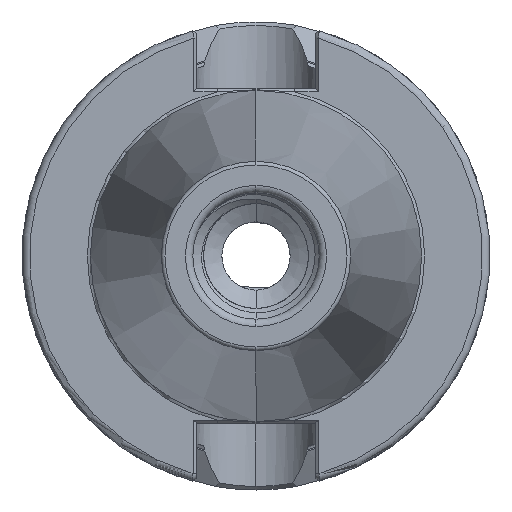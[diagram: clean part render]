
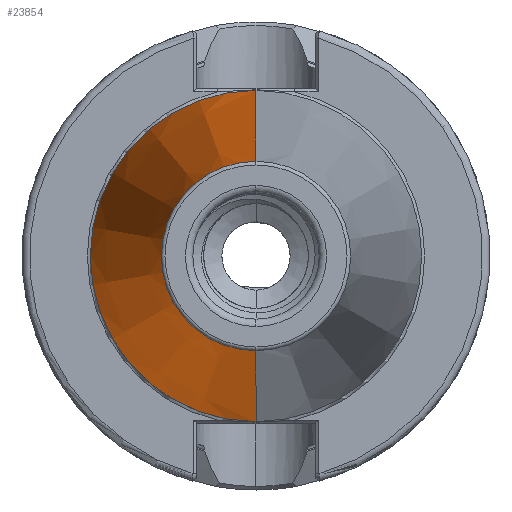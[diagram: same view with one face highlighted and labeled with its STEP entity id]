
A CAD part, left-side view. The second image highlights one B-rep face of the part: STEP entity #23854.
In plain terms, the highlighted conical face has half-angle 8.297 degrees and reference radius 22.298 mm.
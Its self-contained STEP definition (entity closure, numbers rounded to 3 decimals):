
#880 = ORIENTED_EDGE ( 'NONE', *, *, #4047, .T. ) ;
#886 = ORIENTED_EDGE ( 'NONE', *, *, #4058, .F. ) ;
#899 = ORIENTED_EDGE ( 'NONE', *, *, #4001, .F. ) ;
#934 = ORIENTED_EDGE ( 'NONE', *, *, #4080, .T. ) ;
#1200 = AXIS2_PLACEMENT_3D ( 'NONE', #10514, #10521, #10492 ) ;
#1532 = CONICAL_SURFACE ( 'NONE', #1200, 22.298, 0.145 ) ;
#1551 = FACE_OUTER_BOUND ( 'NONE', #5299, .T. ) ;
#4001 = EDGE_CURVE ( 'NONE', #5768, #5808, #9663, .T. ) ;
#4047 = EDGE_CURVE ( 'NONE', #5788, #5795, #9688, .T. ) ;
#4058 = EDGE_CURVE ( 'NONE', #5788, #5768, #9716, .T. ) ;
#4080 = EDGE_CURVE ( 'NONE', #5795, #5808, #9754, .T. ) ;
#4939 = AXIS2_PLACEMENT_3D ( 'NONE', #11345, #11354, #11399 ) ;
#4968 = AXIS2_PLACEMENT_3D ( 'NONE', #11778, #11767, #11770 ) ;
#5299 = EDGE_LOOP ( 'NONE', ( #880, #934, #899, #886 ) ) ;
#5768 = VERTEX_POINT ( 'NONE', #6979 ) ;
#5788 = VERTEX_POINT ( 'NONE', #6994 ) ;
#5795 = VERTEX_POINT ( 'NONE', #6947 ) ;
#5808 = VERTEX_POINT ( 'NONE', #6919 ) ;
#6919 = CARTESIAN_POINT ( 'NONE',  ( -1.5, 0., 22.298 ) ) ;
#6947 = CARTESIAN_POINT ( 'NONE',  ( -66.972, 0., 12.75 ) ) ;
#6979 = CARTESIAN_POINT ( 'NONE',  ( -1.5, 0., -22.298 ) ) ;
#6994 = CARTESIAN_POINT ( 'NONE',  ( -66.972, 0., -12.75 ) ) ;
#9663 = CIRCLE ( 'NONE', #4939, 22.298 ) ;
#9674 = VECTOR ( 'NONE', #11814, 1000. ) ;
#9688 = CIRCLE ( 'NONE', #4968, 12.75 ) ;
#9716 = LINE ( 'NONE', #11784, #9674 ) ;
#9738 = VECTOR ( 'NONE', #11843, 1000. ) ;
#9754 = LINE ( 'NONE', #11797, #9738 ) ;
#10492 = DIRECTION ( 'NONE',  ( 0., 0., -1. ) ) ;
#10514 = CARTESIAN_POINT ( 'NONE',  ( -1.5, 0., 0. ) ) ;
#10521 = DIRECTION ( 'NONE',  ( 1., 0., 0. ) ) ;
#11345 = CARTESIAN_POINT ( 'NONE',  ( -1.5, 0., 0. ) ) ;
#11354 = DIRECTION ( 'NONE',  ( 1., 0., 0. ) ) ;
#11399 = DIRECTION ( 'NONE',  ( 0., 0., -1. ) ) ;
#11767 = DIRECTION ( 'NONE',  ( 1., 0., 0. ) ) ;
#11770 = DIRECTION ( 'NONE',  ( 0., 0., -1. ) ) ;
#11778 = CARTESIAN_POINT ( 'NONE',  ( -66.972, 0., 0. ) ) ;
#11784 = CARTESIAN_POINT ( 'NONE',  ( -1.5, 0., -22.298 ) ) ;
#11797 = CARTESIAN_POINT ( 'NONE',  ( -1.5, 0., 22.298 ) ) ;
#11814 = DIRECTION ( 'NONE',  ( 0.99, 0., -0.144 ) ) ;
#11843 = DIRECTION ( 'NONE',  ( 0.99, 0., 0.144 ) ) ;
#23854 = ADVANCED_FACE ( 'NONE', ( #1551 ), #1532, .T. ) ;
